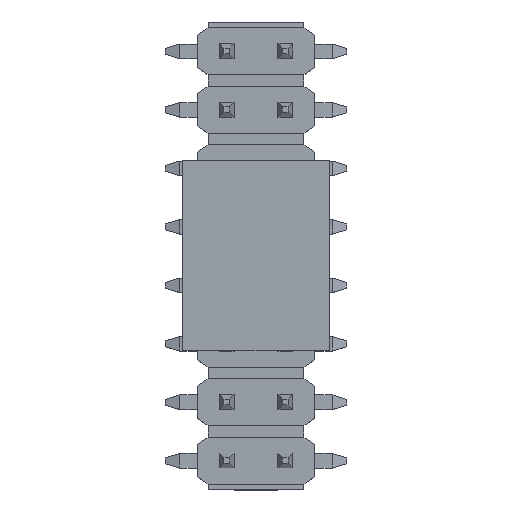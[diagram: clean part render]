
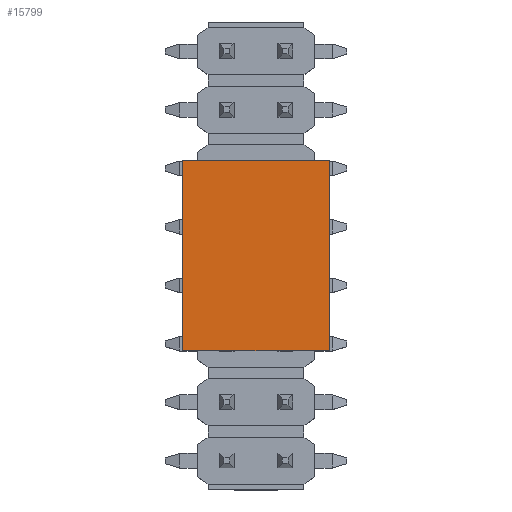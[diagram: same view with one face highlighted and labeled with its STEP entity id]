
A CAD part, top view. The second image highlights one B-rep face of the part: STEP entity #15799.
In plain terms, the highlighted planar face has unit normal (0, 0, 1).
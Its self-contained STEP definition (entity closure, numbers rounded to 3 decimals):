
#2981=ORIENTED_EDGE('',*,*,#4563,.T.);
#2982=ORIENTED_EDGE('',*,*,#4815,.F.);
#2983=ORIENTED_EDGE('',*,*,#4619,.F.);
#2984=ORIENTED_EDGE('',*,*,#4816,.T.);
#4563=EDGE_CURVE('',#5711,#5710,#7074,.T.);
#4619=EDGE_CURVE('',#5763,#5764,#7126,.T.);
#4815=EDGE_CURVE('',#5764,#5710,#7321,.T.);
#4816=EDGE_CURVE('',#5763,#5711,#7322,.T.);
#5710=VERTEX_POINT('',#22001);
#5711=VERTEX_POINT('',#22003);
#5763=VERTEX_POINT('',#22111);
#5764=VERTEX_POINT('',#22113);
#7074=LINE('',#22002,#8604);
#7126=LINE('',#22112,#8656);
#7321=LINE('',#22479,#8851);
#7322=LINE('',#22480,#8852);
#8604=VECTOR('',#18839,1000.);
#8656=VECTOR('',#18901,1000.);
#8851=VECTOR('',#19222,1000.);
#8852=VECTOR('',#19223,1000.);
#9546=EDGE_LOOP('',(#2981,#2982,#2983,#2984));
#10214=FACE_BOUND('',#9546,.T.);
#10803=PLANE('',#16500);
#15799=ADVANCED_FACE('',(#10214),#10803,.F.);
#16500=AXIS2_PLACEMENT_3D('',#22478,#19220,#19221);
#18839=DIRECTION('',(0.,-1.,0.));
#18901=DIRECTION('',(0.,-1.,0.));
#19220=DIRECTION('',(0.,0.,-1.));
#19221=DIRECTION('',(0.,-1.,0.));
#19222=DIRECTION('',(-1.,0.,0.));
#19223=DIRECTION('',(-1.,0.,0.));
#22001=CARTESIAN_POINT('',(-3.25,-2.5,6.));
#22002=CARTESIAN_POINT('',(-3.25,2.5,6.));
#22003=CARTESIAN_POINT('',(-3.25,2.5,6.));
#22111=CARTESIAN_POINT('',(3.25,2.5,6.));
#22112=CARTESIAN_POINT('',(3.25,2.5,6.));
#22113=CARTESIAN_POINT('',(3.25,-2.5,6.));
#22478=CARTESIAN_POINT('',(3.25,2.5,6.));
#22479=CARTESIAN_POINT('',(3.25,-2.5,6.));
#22480=CARTESIAN_POINT('',(3.25,2.5,6.));
